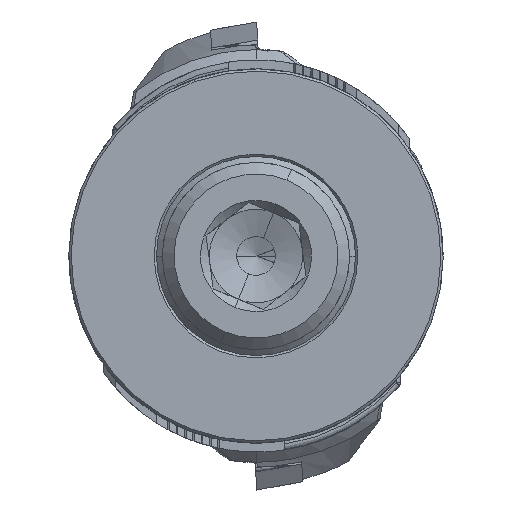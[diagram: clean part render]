
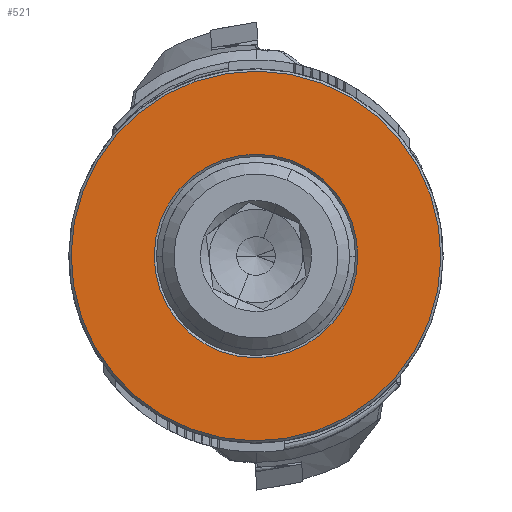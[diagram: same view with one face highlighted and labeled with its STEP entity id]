
A CAD part, left-side view. The second image highlights one B-rep face of the part: STEP entity #521.
In plain terms, the highlighted planar face has unit normal (-1, 0, 0).
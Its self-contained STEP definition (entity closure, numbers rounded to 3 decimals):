
#5 = DIRECTION ( 'NONE',  ( -1., 0., 0. ) ) ;
#393 = VERTEX_POINT ( 'NONE', #11539 ) ;
#521 = ADVANCED_FACE ( 'NONE', ( #7962, #17365 ), #7354, .F. ) ;
#1467 = VERTEX_POINT ( 'NONE', #2321 ) ;
#2202 = EDGE_CURVE ( 'NONE', #5349, #1467, #17028, .T. ) ;
#2321 = CARTESIAN_POINT ( 'NONE',  ( 0., 0., 8.7 ) ) ;
#3564 = DIRECTION ( 'NONE',  ( -1., 0., 0. ) ) ;
#3641 = ORIENTED_EDGE ( 'NONE', *, *, #16346, .T. ) ;
#3732 = DIRECTION ( 'NONE',  ( 0., 0., 1. ) ) ;
#5349 = VERTEX_POINT ( 'NONE', #6042 ) ;
#5679 = CIRCLE ( 'NONE', #22551, 15.8 ) ;
#5826 = AXIS2_PLACEMENT_3D ( 'NONE', #18274, #7623, #20082 ) ;
#6042 = CARTESIAN_POINT ( 'NONE',  ( 0., 0., -8.7 ) ) ;
#7354 = PLANE ( 'NONE',  #18338 ) ;
#7604 = DIRECTION ( 'NONE',  ( 0., 0., -1. ) ) ;
#7623 = DIRECTION ( 'NONE',  ( -1., 0., 0. ) ) ;
#7962 = FACE_BOUND ( 'NONE', #17599, .T. ) ;
#9407 = ORIENTED_EDGE ( 'NONE', *, *, #16573, .T. ) ;
#9746 = CARTESIAN_POINT ( 'NONE',  ( 0., 0., 0. ) ) ;
#9830 = CARTESIAN_POINT ( 'NONE',  ( 0., 0., 0. ) ) ;
#10066 = ORIENTED_EDGE ( 'NONE', *, *, #16441, .F. ) ;
#10829 = CARTESIAN_POINT ( 'NONE',  ( 0., 0., 0. ) ) ;
#11539 = CARTESIAN_POINT ( 'NONE',  ( 0., 0., -15.8 ) ) ;
#11570 = DIRECTION ( 'NONE',  ( 0., 0., 1. ) ) ;
#12556 = DIRECTION ( 'NONE',  ( 0., 0., 1. ) ) ;
#13184 = VERTEX_POINT ( 'NONE', #13255 ) ;
#13255 = CARTESIAN_POINT ( 'NONE',  ( 0., 0., 15.8 ) ) ;
#14282 = CIRCLE ( 'NONE', #20624, 15.8 ) ;
#14943 = ORIENTED_EDGE ( 'NONE', *, *, #2202, .F. ) ;
#16346 = EDGE_CURVE ( 'NONE', #13184, #393, #14282, .T. ) ;
#16441 = EDGE_CURVE ( 'NONE', #1467, #5349, #17356, .T. ) ;
#16573 = EDGE_CURVE ( 'NONE', #393, #13184, #5679, .T. ) ;
#17028 = CIRCLE ( 'NONE', #20474, 8.7 ) ;
#17356 = CIRCLE ( 'NONE', #5826, 8.7 ) ;
#17365 = FACE_OUTER_BOUND ( 'NONE', #22978, .T. ) ;
#17534 = DIRECTION ( 'NONE',  ( 1., 0., 0. ) ) ;
#17599 = EDGE_LOOP ( 'NONE', ( #10066, #14943 ) ) ;
#18274 = CARTESIAN_POINT ( 'NONE',  ( 0., 0., 0. ) ) ;
#18338 = AXIS2_PLACEMENT_3D ( 'NONE', #21043, #17534, #7604 ) ;
#20082 = DIRECTION ( 'NONE',  ( 0., 0., 1. ) ) ;
#20474 = AXIS2_PLACEMENT_3D ( 'NONE', #9746, #3564, #3732 ) ;
#20624 = AXIS2_PLACEMENT_3D ( 'NONE', #10829, #5, #12556 ) ;
#21043 = CARTESIAN_POINT ( 'NONE',  ( 0., 15.8, 0. ) ) ;
#22264 = DIRECTION ( 'NONE',  ( -1., 0., 0. ) ) ;
#22551 = AXIS2_PLACEMENT_3D ( 'NONE', #9830, #22264, #11570 ) ;
#22978 = EDGE_LOOP ( 'NONE', ( #9407, #3641 ) ) ;
